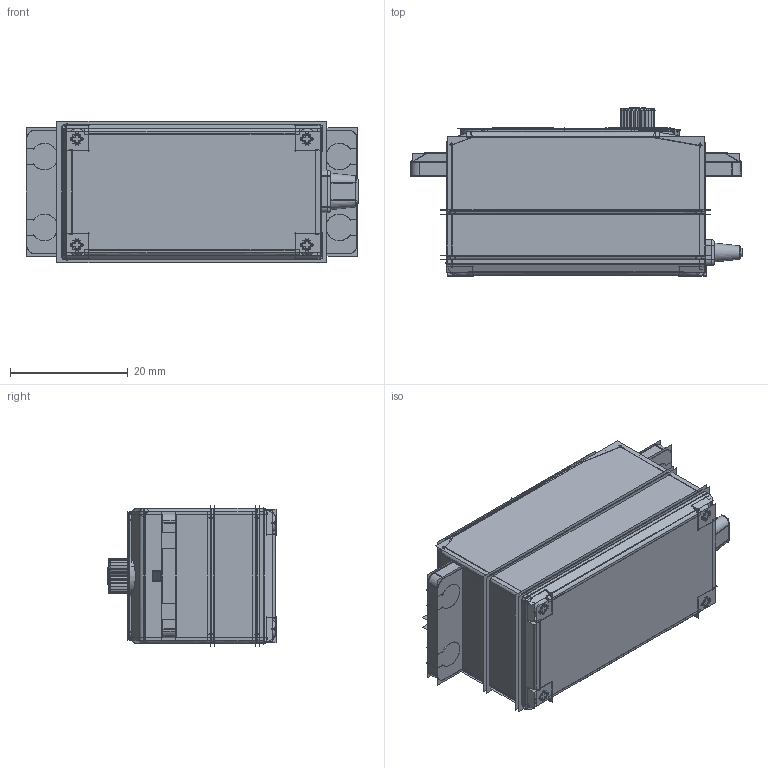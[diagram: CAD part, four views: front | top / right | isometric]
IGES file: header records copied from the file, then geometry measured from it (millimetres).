
Start section: JAMA-IS VERSION  1.0  PTC IGES file: hs_75_asm.igs
Global section: file name: hs_75_asm.igs; native system: Pro/ENGINEER by Parametric Technology Corporation; preprocessor: 2009360; author: Administrator; organization: Unknown; date: 20110829.190131; units: millimetre
Bounding box: 56.3 x 28.49 x 23.92 mm (x, y, z)
Surface area: 59212.5 mm2 (no closed solid volume)
Topology: 0 solids, 0 shells, 1058 faces, 8765 edges, 12796 vertices
Faces by surface type: bspline 1058
